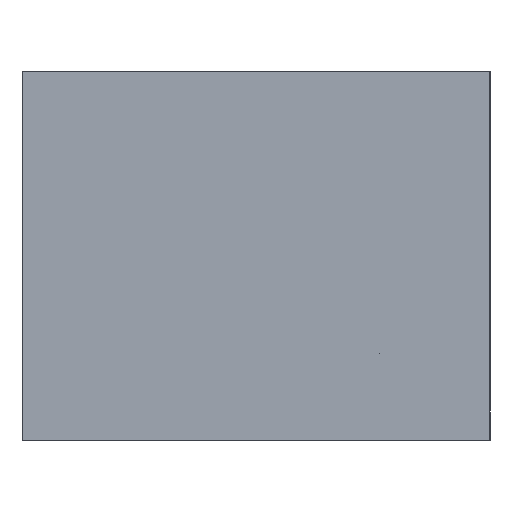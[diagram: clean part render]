
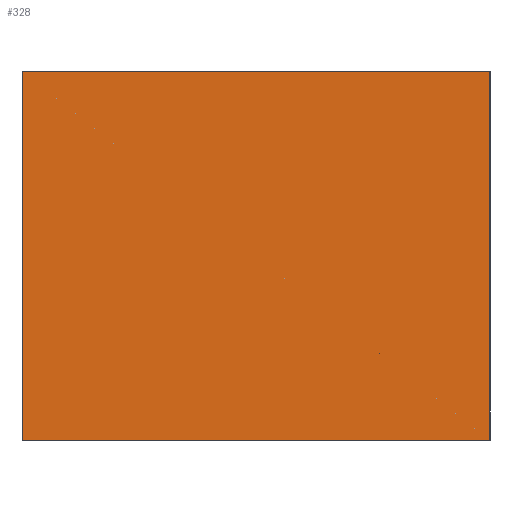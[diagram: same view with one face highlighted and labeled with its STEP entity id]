
A CAD part, left-side view. The second image highlights one B-rep face of the part: STEP entity #328.
In plain terms, the highlighted planar face has unit normal (-1, 0, 0).
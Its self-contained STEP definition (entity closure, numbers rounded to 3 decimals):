
#12 = DIRECTION ( 'NONE',  ( 0., 0., 1. ) ) ;
#41 = DIRECTION ( 'NONE',  ( 0., 0., -1. ) ) ;
#57 = VECTOR ( 'NONE', #274, 1000. ) ;
#74 = LINE ( 'NONE', #410, #57 ) ;
#83 = VECTOR ( 'NONE', #443, 1000. ) ;
#86 = PLANE ( 'NONE',  #152 ) ;
#107 = EDGE_CURVE ( 'NONE', #176, #178, #74, .T. ) ;
#108 = LINE ( 'NONE', #238, #256 ) ;
#120 = DIRECTION ( 'NONE',  ( -1., 0., 0. ) ) ;
#136 = EDGE_CURVE ( 'NONE', #178, #427, #434, .T. ) ;
#143 = EDGE_CURVE ( 'NONE', #190, #176, #425, .T. ) ;
#152 = AXIS2_PLACEMENT_3D ( 'NONE', #391, #120, #12 ) ;
#153 = EDGE_LOOP ( 'NONE', ( #214, #402, #327, #225 ) ) ;
#155 = FACE_OUTER_BOUND ( 'NONE', #153, .T. ) ;
#163 = CARTESIAN_POINT ( 'NONE',  ( 0., 0., 0. ) ) ;
#167 = CARTESIAN_POINT ( 'NONE',  ( 0., 0., 0. ) ) ;
#169 = EDGE_CURVE ( 'NONE', #190, #427, #108, .T. ) ;
#176 = VERTEX_POINT ( 'NONE', #409 ) ;
#178 = VERTEX_POINT ( 'NONE', #163 ) ;
#186 = CARTESIAN_POINT ( 'NONE',  ( 0., 0., -15. ) ) ;
#190 = VERTEX_POINT ( 'NONE', #234 ) ;
#204 = CARTESIAN_POINT ( 'NONE',  ( 0., 19., 0. ) ) ;
#207 = VECTOR ( 'NONE', #41, 1000. ) ;
#214 = ORIENTED_EDGE ( 'NONE', *, *, #136, .F. ) ;
#225 = ORIENTED_EDGE ( 'NONE', *, *, #169, .T. ) ;
#234 = CARTESIAN_POINT ( 'NONE',  ( 0., 19., -15. ) ) ;
#238 = CARTESIAN_POINT ( 'NONE',  ( 0., 4.5, -15. ) ) ;
#256 = VECTOR ( 'NONE', #407, 1000. ) ;
#274 = DIRECTION ( 'NONE',  ( 0., -1., 0. ) ) ;
#327 = ORIENTED_EDGE ( 'NONE', *, *, #143, .F. ) ;
#328 = ADVANCED_FACE ( 'NONE', ( #155 ), #86, .T. ) ;
#391 = CARTESIAN_POINT ( 'NONE',  ( 0., 4.5, 0. ) ) ;
#402 = ORIENTED_EDGE ( 'NONE', *, *, #107, .F. ) ;
#407 = DIRECTION ( 'NONE',  ( 0., -1., 0. ) ) ;
#409 = CARTESIAN_POINT ( 'NONE',  ( 0., 19., 0. ) ) ;
#410 = CARTESIAN_POINT ( 'NONE',  ( 0., 4.5, 0. ) ) ;
#425 = LINE ( 'NONE', #204, #83 ) ;
#427 = VERTEX_POINT ( 'NONE', #186 ) ;
#434 = LINE ( 'NONE', #167, #207 ) ;
#443 = DIRECTION ( 'NONE',  ( 0., 0., 1. ) ) ;
